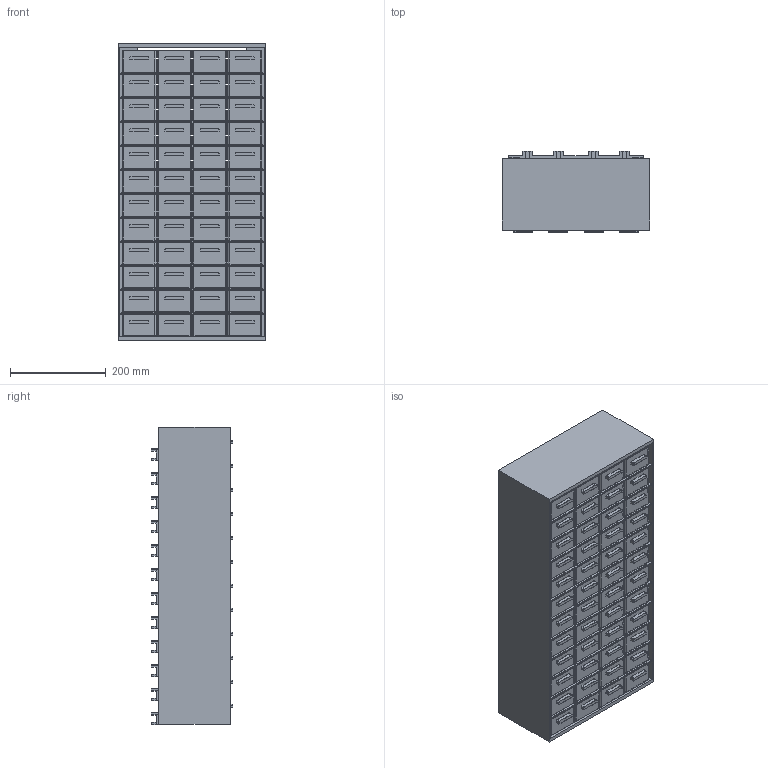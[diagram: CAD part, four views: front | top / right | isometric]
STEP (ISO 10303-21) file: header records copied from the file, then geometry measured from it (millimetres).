
FILE_DESCRIPTION(/* description */ (''),/* implementation_level */ '2;1');
FILE_NAME(/* name */ 'Kasten.step',/* time_stamp */ '2022-01-26T21:14:48+01:00',/* author */ (''),/* organization */ (''),/* preprocessor_version */ 'ST-DEVELOPER v18.1',/* originating_system */ 'Autodesk Translation Framework v10.10.0.1391',/* authorisation */ '');
FILE_SCHEMA (('AUTOMOTIVE_DESIGN { 1 0 10303 214 3 1 1 }'));
Products named in the file (5): Kasten; Container; Acryl; Scrank; LEDHoldingMechanism
Assembly tree (15 placements, depth 2):
  Kasten
    Container
    LEDHoldingMechanism  x12
    Acryl
    Scrank
Bounding box: 307.61 x 169.27 x 619.77 mm (x, y, z)
Volume: 5619129.4 mm3; surface area: 5542723.8 mm2
Topology: 105 solids, 105 shells, 4790 faces, 12486 edges, 8036 vertices
Faces by surface type: plane 3770, cylinder 828, torus 192
Full cylindrical faces by diameter (mm): 14 x48
Entity records: 74668 total; most frequent: DIRECTION 13096, CARTESIAN_POINT 12837, ORIENTED_EDGE 12520, EDGE_CURVE 6260, LINE 4514, VECTOR 4514, AXIS2_PLACEMENT_3D 4291, VERTEX_POINT 4032
